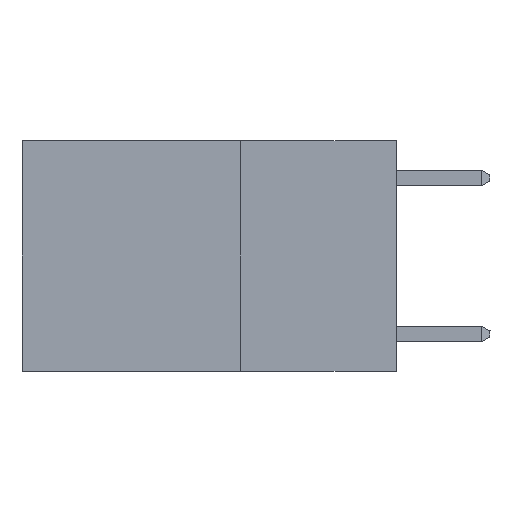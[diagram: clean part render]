
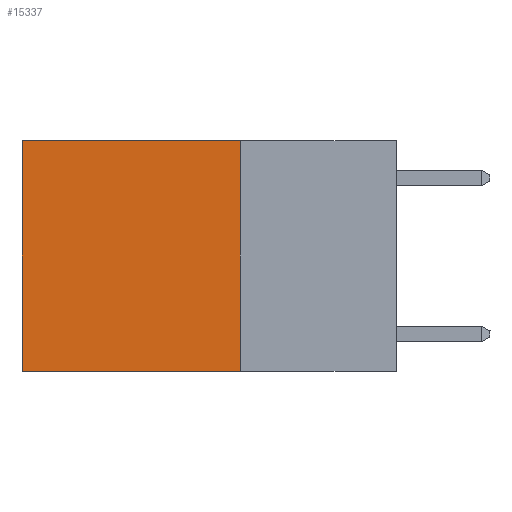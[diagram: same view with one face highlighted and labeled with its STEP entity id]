
A CAD part, left-side view. The second image highlights one B-rep face of the part: STEP entity #15337.
In plain terms, the highlighted planar face has unit normal (-1, 0, 0).
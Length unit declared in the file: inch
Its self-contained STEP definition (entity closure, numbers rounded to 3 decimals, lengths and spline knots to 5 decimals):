
#1079 = LINE ( 'NONE', #1744, #6177 ) ;
#1315 = CARTESIAN_POINT ( 'NONE',  ( 0.2625, 0.6, 0. ) ) ;
#1744 = CARTESIAN_POINT ( 'NONE',  ( 0.2625, 0.25, 0. ) ) ;
#1957 = DIRECTION ( 'NONE',  ( 1., 0., 0. ) ) ;
#2576 = FACE_OUTER_BOUND ( 'NONE', #23362, .T. ) ;
#4616 = DIRECTION ( 'NONE',  ( 0., 1., 0. ) ) ;
#5425 = VECTOR ( 'NONE', #25796, 39.37008 ) ;
#6061 = ORIENTED_EDGE ( 'NONE', *, *, #27210, .F. ) ;
#6177 = VECTOR ( 'NONE', #24103, 39.37008 ) ;
#6493 = CARTESIAN_POINT ( 'NONE',  ( 0.2625, 0.25, -0.37 ) ) ;
#7159 = PLANE ( 'NONE',  #9426 ) ;
#7519 = ORIENTED_EDGE ( 'NONE', *, *, #22837, .T. ) ;
#8121 = EDGE_CURVE ( 'NONE', #31332, #19426, #28400, .T. ) ;
#9426 = AXIS2_PLACEMENT_3D ( 'NONE', #26916, #1957, #27383 ) ;
#14495 = CARTESIAN_POINT ( 'NONE',  ( 0.2625, 0.25, 0. ) ) ;
#14811 = ORIENTED_EDGE ( 'NONE', *, *, #8121, .T. ) ;
#15337 = ADVANCED_FACE ( 'NONE', ( #2576 ), #7159, .F. ) ;
#19173 = LINE ( 'NONE', #14495, #31979 ) ;
#19406 = VERTEX_POINT ( 'NONE', #6493 ) ;
#19426 = VERTEX_POINT ( 'NONE', #25623 ) ;
#19446 = VERTEX_POINT ( 'NONE', #20729 ) ;
#20505 = VECTOR ( 'NONE', #26200, 39.37008 ) ;
#20729 = CARTESIAN_POINT ( 'NONE',  ( 0.2625, 0.25, 0. ) ) ;
#20840 = CARTESIAN_POINT ( 'NONE',  ( 0.2625, 0.25, -0.37 ) ) ;
#22248 = EDGE_CURVE ( 'NONE', #19406, #19426, #30908, .T. ) ;
#22837 = EDGE_CURVE ( 'NONE', #19446, #31332, #19173, .T. ) ;
#23362 = EDGE_LOOP ( 'NONE', ( #14811, #25500, #6061, #7519 ) ) ;
#24103 = DIRECTION ( 'NONE',  ( 0., 0., -1. ) ) ;
#25500 = ORIENTED_EDGE ( 'NONE', *, *, #22248, .F. ) ;
#25623 = CARTESIAN_POINT ( 'NONE',  ( 0.2625, 0.6, -0.37 ) ) ;
#25796 = DIRECTION ( 'NONE',  ( 0., 0., -1. ) ) ;
#26200 = DIRECTION ( 'NONE',  ( 0., 1., 0. ) ) ;
#26916 = CARTESIAN_POINT ( 'NONE',  ( 0.2625, 0.25, 0. ) ) ;
#27210 = EDGE_CURVE ( 'NONE', #19446, #19406, #1079, .T. ) ;
#27383 = DIRECTION ( 'NONE',  ( 0., 0., -1. ) ) ;
#28081 = CARTESIAN_POINT ( 'NONE',  ( 0.2625, 0.6, 0. ) ) ;
#28400 = LINE ( 'NONE', #28081, #5425 ) ;
#30908 = LINE ( 'NONE', #20840, #20505 ) ;
#31332 = VERTEX_POINT ( 'NONE', #1315 ) ;
#31979 = VECTOR ( 'NONE', #4616, 39.37008 ) ;
